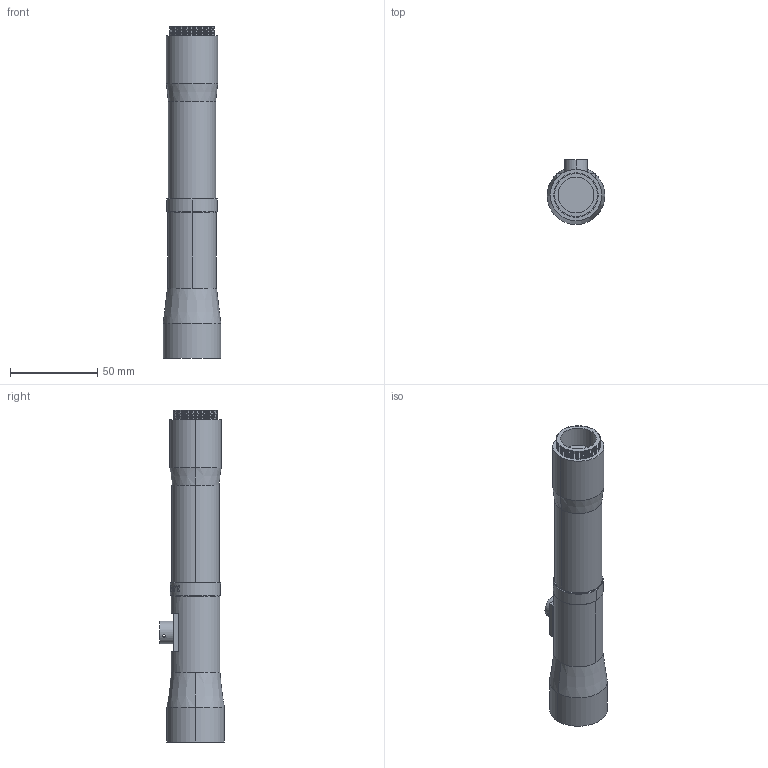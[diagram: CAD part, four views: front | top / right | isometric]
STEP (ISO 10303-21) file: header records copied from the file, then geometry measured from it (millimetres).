
FILE_DESCRIPTION (( 'STEP AP214' ), '1' );
FILE_NAME ('610036.STEP', '2019-10-25T01:27:18', ( '' ), ( '' ), 'SwSTEP 2.0', 'SolidWorks 2016', '' );
FILE_SCHEMA (( 'AUTOMOTIVE_DESIGN' ));
Length unit declared in the file: millimetre
Products named in the file (1): 610036
Bounding box: 33 x 37 x 189.8 mm (x, y, z)
Volume: 117176.4 mm3; surface area: 21295.2 mm2
Topology: 5 solids, 5 shells, 324 faces, 822 edges, 523 vertices
Faces by surface type: plane 112, cylinder 90, bspline 78, cone 44
Entity records: 19453 total; most frequent: CARTESIAN_POINT 11945, ORIENTED_EDGE 1624, DIRECTION 1402, EDGE_CURVE 812, VERTEX_POINT 523, AXIS2_PLACEMENT_3D 509, VECTOR 384, LINE 384
